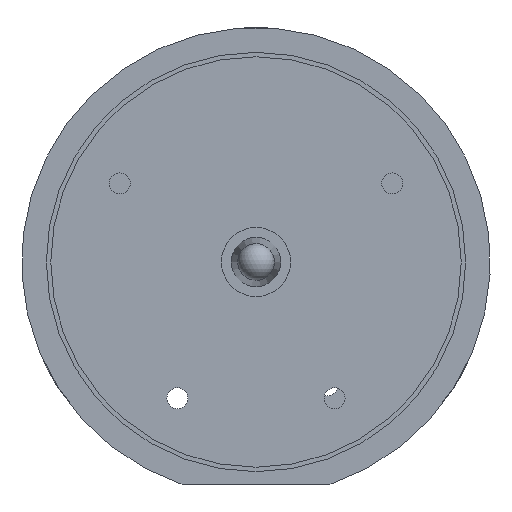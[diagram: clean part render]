
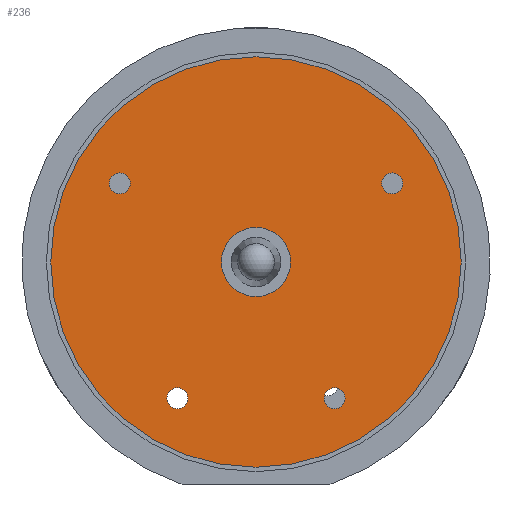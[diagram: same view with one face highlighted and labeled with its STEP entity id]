
A CAD part, front view. The second image highlights one B-rep face of the part: STEP entity #236.
In plain terms, the highlighted planar face has unit normal (0, -1, 0).
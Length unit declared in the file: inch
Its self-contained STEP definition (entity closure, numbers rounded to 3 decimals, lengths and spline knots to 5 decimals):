
#38 = DIRECTION ( 'NONE',  ( 0., 1., 0. ) ) ;
#51 = AXIS2_PLACEMENT_3D ( 'NONE', #2296, #4159, #1862 ) ;
#236 = ADVANCED_FACE ( 'Face3', ( #1591, #1709, #3999, #2633, #2264, #1822 ), #1459, .F. ) ;
#270 = CIRCLE ( 'NONE', #2679, 0.175 ) ;
#322 = ORIENTED_EDGE ( 'NONE', *, *, #4189, .T. ) ;
#355 = CIRCLE ( 'NONE', #368, 0.05325 ) ;
#368 = AXIS2_PLACEMENT_3D ( 'NONE', #4604, #38, #2736 ) ;
#414 = DIRECTION ( 'NONE',  ( 0., 1., 0. ) ) ;
#586 = EDGE_CURVE ( 'NONE', #3363, #3363, #270, .T. ) ;
#589 = VERTEX_POINT ( 'NONE', #694 ) ;
#594 = CARTESIAN_POINT ( 'NONE',  ( 0., 0., 0.175 ) ) ;
#694 = CARTESIAN_POINT ( 'NONE',  ( 0.69011, 0., 0.45169 ) ) ;
#789 = CARTESIAN_POINT ( 'NONE',  ( 0.69011, 0., 0.39844 ) ) ;
#854 = EDGE_CURVE ( 'NONE', #2886, #2886, #1394, .T. ) ;
#908 = DIRECTION ( 'NONE',  ( 0., 0., 1. ) ) ;
#942 = EDGE_CURVE ( 'NONE', #4757, #4757, #2957, .T. ) ;
#972 = CIRCLE ( 'NONE', #3597, 0.05325 ) ;
#1018 = CARTESIAN_POINT ( 'NONE',  ( 0., 0., 1.04 ) ) ;
#1058 = DIRECTION ( 'NONE',  ( 0., 1., 0. ) ) ;
#1100 = CARTESIAN_POINT ( 'NONE',  ( -0.39844, 0., 0.74336 ) ) ;
#1120 = ORIENTED_EDGE ( 'NONE', *, *, #4388, .T. ) ;
#1177 = VERTEX_POINT ( 'NONE', #4575 ) ;
#1286 = CIRCLE ( 'NONE', #2863, 0.05325 ) ;
#1394 = CIRCLE ( 'NONE', #3751, 0.05325 ) ;
#1459 = PLANE ( 'NONE',  #51 ) ;
#1591 = FACE_BOUND ( 'NONE', #1664, .T. ) ;
#1664 = EDGE_LOOP ( 'NONE', ( #4364 ) ) ;
#1709 = FACE_BOUND ( 'NONE', #2775, .T. ) ;
#1822 = FACE_BOUND ( 'NONE', #3834, .T. ) ;
#1862 = DIRECTION ( 'NONE',  ( 0., 0., 1. ) ) ;
#1903 = ORIENTED_EDGE ( 'NONE', *, *, #942, .F. ) ;
#2253 = EDGE_LOOP ( 'NONE', ( #1903 ) ) ;
#2264 = FACE_OUTER_BOUND ( 'NONE', #2253, .T. ) ;
#2296 = CARTESIAN_POINT ( 'NONE',  ( 0., 0., 0. ) ) ;
#2368 = DIRECTION ( 'NONE',  ( 0., 0., 1. ) ) ;
#2452 = DIRECTION ( 'NONE',  ( 0., 0., 1. ) ) ;
#2633 = FACE_BOUND ( 'NONE', #2692, .T. ) ;
#2679 = AXIS2_PLACEMENT_3D ( 'NONE', #4706, #2822, #2452 ) ;
#2692 = EDGE_LOOP ( 'NONE', ( #1120 ) ) ;
#2736 = DIRECTION ( 'NONE',  ( 0., 0., 1. ) ) ;
#2775 = EDGE_LOOP ( 'NONE', ( #322 ) ) ;
#2822 = DIRECTION ( 'NONE',  ( 0., 1., 0. ) ) ;
#2863 = AXIS2_PLACEMENT_3D ( 'NONE', #3099, #3504, #2368 ) ;
#2886 = VERTEX_POINT ( 'NONE', #3703 ) ;
#2957 = CIRCLE ( 'NONE', #3856, 1.04 ) ;
#2966 = DIRECTION ( 'NONE',  ( 0., 0., 1. ) ) ;
#2993 = CARTESIAN_POINT ( 'NONE',  ( 0., 0., 0. ) ) ;
#3099 = CARTESIAN_POINT ( 'NONE',  ( 0.69011, 0., -0.39844 ) ) ;
#3304 = CARTESIAN_POINT ( 'NONE',  ( -0.39844, 0., -0.69011 ) ) ;
#3363 = VERTEX_POINT ( 'NONE', #594 ) ;
#3478 = VERTEX_POINT ( 'NONE', #1100 ) ;
#3504 = DIRECTION ( 'NONE',  ( 0., 1., 0. ) ) ;
#3597 = AXIS2_PLACEMENT_3D ( 'NONE', #789, #414, #908 ) ;
#3703 = CARTESIAN_POINT ( 'NONE',  ( -0.39844, 0., -0.63686 ) ) ;
#3751 = AXIS2_PLACEMENT_3D ( 'NONE', #3304, #1058, #2966 ) ;
#3767 = EDGE_LOOP ( 'NONE', ( #4564 ) ) ;
#3834 = EDGE_LOOP ( 'NONE', ( #4154 ) ) ;
#3856 = AXIS2_PLACEMENT_3D ( 'NONE', #2993, #4798, #4152 ) ;
#3999 = FACE_BOUND ( 'NONE', #3767, .T. ) ;
#4030 = EDGE_CURVE ( 'NONE', #589, #589, #972, .T. ) ;
#4152 = DIRECTION ( 'NONE',  ( 0., 0., 1. ) ) ;
#4154 = ORIENTED_EDGE ( 'NONE', *, *, #586, .T. ) ;
#4159 = DIRECTION ( 'NONE',  ( 0., 1., 0. ) ) ;
#4189 = EDGE_CURVE ( 'NONE', #1177, #1177, #1286, .T. ) ;
#4364 = ORIENTED_EDGE ( 'NONE', *, *, #854, .T. ) ;
#4388 = EDGE_CURVE ( 'NONE', #3478, #3478, #355, .T. ) ;
#4564 = ORIENTED_EDGE ( 'NONE', *, *, #4030, .T. ) ;
#4575 = CARTESIAN_POINT ( 'NONE',  ( 0.69011, 0., -0.34519 ) ) ;
#4604 = CARTESIAN_POINT ( 'NONE',  ( -0.39844, 0., 0.69011 ) ) ;
#4706 = CARTESIAN_POINT ( 'NONE',  ( 0., 0., 0. ) ) ;
#4757 = VERTEX_POINT ( 'NONE', #1018 ) ;
#4798 = DIRECTION ( 'NONE',  ( 0., 1., 0. ) ) ;
